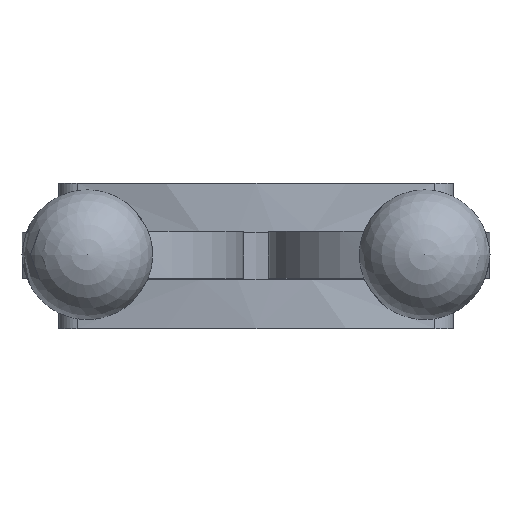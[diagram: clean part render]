
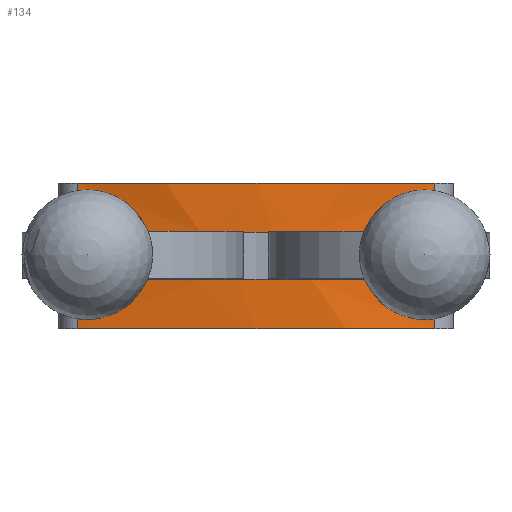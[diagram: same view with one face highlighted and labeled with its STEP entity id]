
A CAD part, top view. The second image highlights one B-rep face of the part: STEP entity #134.
In plain terms, the highlighted cylindrical face has radius 27.564 mm (diameter 55.129 mm), a partial arc.
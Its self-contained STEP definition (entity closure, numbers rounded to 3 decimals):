
#134 = ADVANCED_FACE( '', ( #308, #309 ), #310, .T. );
#308 = FACE_BOUND( '', #596, .T. );
#309 = FACE_OUTER_BOUND( '', #597, .T. );
#310 = CYLINDRICAL_SURFACE( '', #598, 27.564 );
#596 = EDGE_LOOP( '', ( #994, #995, #996, #997 ) );
#597 = EDGE_LOOP( '', ( #998, #999, #1000, #1001 ) );
#598 = AXIS2_PLACEMENT_3D( '', #1002, #1003, #1004 );
#994 = ORIENTED_EDGE( '', *, *, #1518, .T. );
#995 = ORIENTED_EDGE( '', *, *, #1519, .F. );
#996 = ORIENTED_EDGE( '', *, *, #1520, .F. );
#997 = ORIENTED_EDGE( '', *, *, #1521, .T. );
#998 = ORIENTED_EDGE( '', *, *, #1522, .F. );
#999 = ORIENTED_EDGE( '', *, *, #1523, .F. );
#1000 = ORIENTED_EDGE( '', *, *, #1466, .T. );
#1001 = ORIENTED_EDGE( '', *, *, #1524, .T. );
#1002 = CARTESIAN_POINT( '', ( 0., -2.95, -27.564 ) );
#1003 = DIRECTION( '', ( 0., -1., 0. ) );
#1004 = DIRECTION( '', ( 0., 0., 1. ) );
#1466 = EDGE_CURVE( '', #1721, #1738, #1740, .T. );
#1518 = EDGE_CURVE( '', #1823, #1824, #1825, .T. );
#1519 = EDGE_CURVE( '', #1826, #1824, #1827, .F. );
#1520 = EDGE_CURVE( '', #1828, #1826, #1829, .T. );
#1521 = EDGE_CURVE( '', #1828, #1823, #1830, .F. );
#1522 = EDGE_CURVE( '', #1831, #1832, #1833, .T. );
#1523 = EDGE_CURVE( '', #1721, #1831, #1834, .T. );
#1524 = EDGE_CURVE( '', #1738, #1832, #1835, .T. );
#1721 = VERTEX_POINT( '', #2123 );
#1738 = VERTEX_POINT( '', #2144 );
#1740 = CIRCLE( '', #2146, 27.564 );
#1823 = VERTEX_POINT( '', #2282 );
#1824 = VERTEX_POINT( '', #2283 );
#1825 = LINE( '', #2284, #2285 );
#1826 = VERTEX_POINT( '', #2286 );
#1827 = CIRCLE( '', #2287, 27.564 );
#1828 = VERTEX_POINT( '', #2288 );
#1829 = LINE( '', #2289, #2290 );
#1830 = CIRCLE( '', #2291, 27.564 );
#1831 = VERTEX_POINT( '', #2292 );
#1832 = VERTEX_POINT( '', #2293 );
#1833 = CIRCLE( '', #2294, 27.564 );
#1834 = LINE( '', #2295, #2296 );
#1835 = LINE( '', #2297, #2298 );
#2123 = CARTESIAN_POINT( '', ( -7.264, -2.95, -0.974 ) );
#2144 = CARTESIAN_POINT( '', ( 7.264, -2.95, -0.974 ) );
#2146 = AXIS2_PLACEMENT_3D( '', #2609, #2610, #2611 );
#2282 = CARTESIAN_POINT( '', ( -2.25, -0.95, -0.092 ) );
#2283 = CARTESIAN_POINT( '', ( -2.25, 0.95, -0.092 ) );
#2284 = CARTESIAN_POINT( '', ( -2.25, -0.95, -0.092 ) );
#2285 = VECTOR( '', #2657, 1000. );
#2286 = CARTESIAN_POINT( '', ( 2.25, 0.95, -0.092 ) );
#2287 = AXIS2_PLACEMENT_3D( '', #2658, #2659, #2660 );
#2288 = CARTESIAN_POINT( '', ( 2.25, -0.95, -0.092 ) );
#2289 = CARTESIAN_POINT( '', ( 2.25, -0.95, -0.092 ) );
#2290 = VECTOR( '', #2661, 1000. );
#2291 = AXIS2_PLACEMENT_3D( '', #2662, #2663, #2664 );
#2292 = CARTESIAN_POINT( '', ( -7.264, 2.95, -0.974 ) );
#2293 = CARTESIAN_POINT( '', ( 7.264, 2.95, -0.974 ) );
#2294 = AXIS2_PLACEMENT_3D( '', #2665, #2666, #2667 );
#2295 = CARTESIAN_POINT( '', ( -7.264, -2.95, -0.974 ) );
#2296 = VECTOR( '', #2668, 1000. );
#2297 = CARTESIAN_POINT( '', ( 7.264, -2.95, -0.974 ) );
#2298 = VECTOR( '', #2669, 1000. );
#2609 = CARTESIAN_POINT( '', ( 0., -2.95, -27.564 ) );
#2610 = DIRECTION( '', ( 0., 1., 0. ) );
#2611 = DIRECTION( '', ( 1., 0., 0. ) );
#2657 = DIRECTION( '', ( 0., 1., 0. ) );
#2658 = CARTESIAN_POINT( '', ( 0., 0.95, -27.564 ) );
#2659 = DIRECTION( '', ( 0., 1., 0. ) );
#2660 = DIRECTION( '', ( 0., 0., 1. ) );
#2661 = DIRECTION( '', ( 0., 1., 0. ) );
#2662 = CARTESIAN_POINT( '', ( 0., -0.95, -27.564 ) );
#2663 = DIRECTION( '', ( 0., 1., 0. ) );
#2664 = DIRECTION( '', ( 0., 0., 1. ) );
#2665 = CARTESIAN_POINT( '', ( 0., 2.95, -27.564 ) );
#2666 = DIRECTION( '', ( 0., 1., 0. ) );
#2667 = DIRECTION( '', ( 1., 0., 0. ) );
#2668 = DIRECTION( '', ( 0., 1., 0. ) );
#2669 = DIRECTION( '', ( 0., 1., 0. ) );
